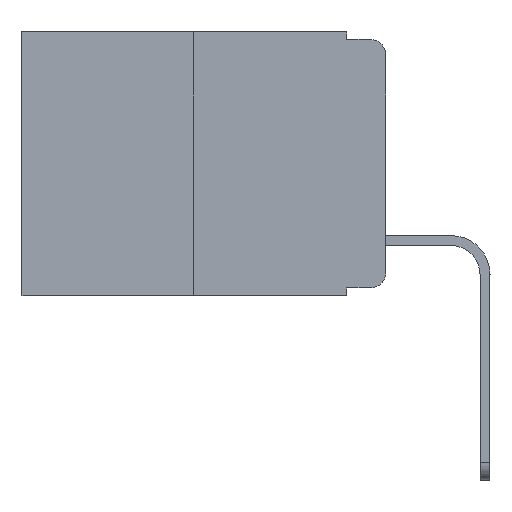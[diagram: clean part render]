
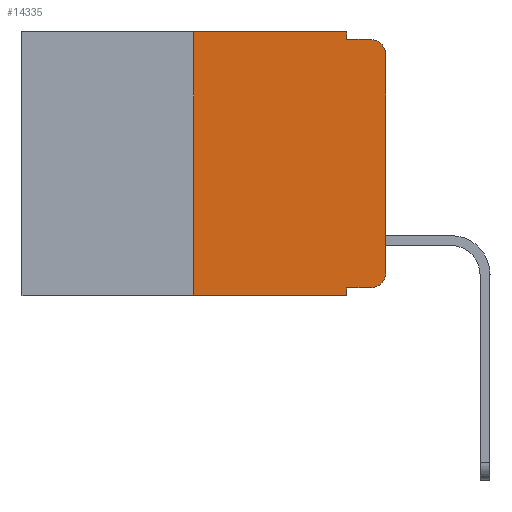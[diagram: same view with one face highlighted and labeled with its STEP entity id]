
A CAD part, left-side view. The second image highlights one B-rep face of the part: STEP entity #14335.
In plain terms, the highlighted planar face has unit normal (-1, 0, 0).
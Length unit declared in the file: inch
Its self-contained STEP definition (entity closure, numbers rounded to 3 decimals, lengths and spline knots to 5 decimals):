
#366 = EDGE_CURVE ( 'NONE', #10427, #12036, #5534, .T. ) ;
#374 = DIRECTION ( 'NONE',  ( 0., 0., -1. ) ) ;
#799 = VERTEX_POINT ( 'NONE', #14848 ) ;
#1159 = EDGE_CURVE ( 'NONE', #13634, #10913, #6487, .T. ) ;
#1282 = CARTESIAN_POINT ( 'NONE',  ( 0., 0.473, 0. ) ) ;
#1732 = FACE_OUTER_BOUND ( 'NONE', #3972, .T. ) ;
#1742 = EDGE_CURVE ( 'NONE', #799, #5948, #9632, .T. ) ;
#1797 = CARTESIAN_POINT ( 'NONE',  ( 0., 0.25, -0.343 ) ) ;
#1883 = DIRECTION ( 'NONE',  ( 0., -1., 0. ) ) ;
#2148 = AXIS2_PLACEMENT_3D ( 'NONE', #2229, #7277, #4774 ) ;
#2149 = VECTOR ( 'NONE', #8012, 39.37008 ) ;
#2214 = CARTESIAN_POINT ( 'NONE',  ( 0., 0.051, 0. ) ) ;
#2229 = CARTESIAN_POINT ( 'NONE',  ( 0., 0.02, -0.313 ) ) ;
#2410 = EDGE_CURVE ( 'NONE', #5339, #12036, #4673, .T. ) ;
#2450 = LINE ( 'NONE', #5152, #8594 ) ;
#2557 = AXIS2_PLACEMENT_3D ( 'NONE', #1282, #10350, #6569 ) ;
#2912 = CARTESIAN_POINT ( 'NONE',  ( 0., 0.051, -0.01 ) ) ;
#3082 = VECTOR ( 'NONE', #1883, 39.37008 ) ;
#3102 = VECTOR ( 'NONE', #12942, 39.37008 ) ;
#3290 = LINE ( 'NONE', #4333, #3082 ) ;
#3756 = CARTESIAN_POINT ( 'NONE',  ( 0., 0.02, -0.333 ) ) ;
#3922 = DIRECTION ( 'NONE',  ( -1., 0., 0. ) ) ;
#3972 = EDGE_LOOP ( 'NONE', ( #13372, #9008, #15846, #15212, #4904, #6537, #9878, #5677, #11224, #13664 ) ) ;
#4333 = CARTESIAN_POINT ( 'NONE',  ( 0., 0.051, -0.01 ) ) ;
#4673 = LINE ( 'NONE', #7955, #14680 ) ;
#4774 = DIRECTION ( 'NONE',  ( 0., 0., -1. ) ) ;
#4904 = ORIENTED_EDGE ( 'NONE', *, *, #1742, .F. ) ;
#5152 = CARTESIAN_POINT ( 'NONE',  ( 0., 0., 0. ) ) ;
#5210 = CIRCLE ( 'NONE', #2148, 0.02 ) ;
#5339 = VERTEX_POINT ( 'NONE', #15749 ) ;
#5513 = DIRECTION ( 'NONE',  ( 0., 0., 1. ) ) ;
#5534 = LINE ( 'NONE', #11777, #2149 ) ;
#5655 = EDGE_CURVE ( 'NONE', #14065, #13634, #2450, .T. ) ;
#5677 = ORIENTED_EDGE ( 'NONE', *, *, #2410, .F. ) ;
#5948 = VERTEX_POINT ( 'NONE', #10821 ) ;
#6331 = CARTESIAN_POINT ( 'NONE',  ( 0., 0.02, -0.01 ) ) ;
#6487 = CIRCLE ( 'NONE', #9547, 0.02 ) ;
#6537 = ORIENTED_EDGE ( 'NONE', *, *, #9426, .F. ) ;
#6569 = DIRECTION ( 'NONE',  ( 0., 0., -1. ) ) ;
#6696 = EDGE_CURVE ( 'NONE', #13631, #14065, #5210, .T. ) ;
#7277 = DIRECTION ( 'NONE',  ( -1., 0., 0. ) ) ;
#7392 = PLANE ( 'NONE',  #2557 ) ;
#7722 = VERTEX_POINT ( 'NONE', #2912 ) ;
#7955 = CARTESIAN_POINT ( 'NONE',  ( 0., 0.051, 0. ) ) ;
#8012 = DIRECTION ( 'NONE',  ( 0., -1., 0. ) ) ;
#8594 = VECTOR ( 'NONE', #15178, 39.37008 ) ;
#8649 = VECTOR ( 'NONE', #14403, 39.37008 ) ;
#9008 = ORIENTED_EDGE ( 'NONE', *, *, #1159, .T. ) ;
#9426 = EDGE_CURVE ( 'NONE', #10427, #799, #11796, .T. ) ;
#9547 = AXIS2_PLACEMENT_3D ( 'NONE', #15112, #3922, #12544 ) ;
#9632 = LINE ( 'NONE', #10116, #3102 ) ;
#9878 = ORIENTED_EDGE ( 'NONE', *, *, #366, .T. ) ;
#10116 = CARTESIAN_POINT ( 'NONE',  ( 0., 0.473, 0. ) ) ;
#10253 = VECTOR ( 'NONE', #5513, 39.37008 ) ;
#10350 = DIRECTION ( 'NONE',  ( 1., 0., 0. ) ) ;
#10427 = VERTEX_POINT ( 'NONE', #1797 ) ;
#10457 = EDGE_CURVE ( 'NONE', #5339, #13631, #12154, .T. ) ;
#10643 = CARTESIAN_POINT ( 'NONE',  ( 0., 0., -0.313 ) ) ;
#10821 = CARTESIAN_POINT ( 'NONE',  ( 0., 0.051, 0. ) ) ;
#10913 = VERTEX_POINT ( 'NONE', #6331 ) ;
#11212 = EDGE_CURVE ( 'NONE', #7722, #10913, #3290, .T. ) ;
#11224 = ORIENTED_EDGE ( 'NONE', *, *, #10457, .T. ) ;
#11268 = VECTOR ( 'NONE', #12332, 39.37008 ) ;
#11777 = CARTESIAN_POINT ( 'NONE',  ( 0., 0.473, -0.343 ) ) ;
#11796 = LINE ( 'NONE', #13021, #10253 ) ;
#12036 = VERTEX_POINT ( 'NONE', #12426 ) ;
#12154 = LINE ( 'NONE', #14288, #8649 ) ;
#12332 = DIRECTION ( 'NONE',  ( 0., 0., -1. ) ) ;
#12426 = CARTESIAN_POINT ( 'NONE',  ( 0., 0.051, -0.343 ) ) ;
#12445 = EDGE_CURVE ( 'NONE', #5948, #7722, #15179, .T. ) ;
#12544 = DIRECTION ( 'NONE',  ( 0., 0., -1. ) ) ;
#12942 = DIRECTION ( 'NONE',  ( 0., -1., 0. ) ) ;
#13021 = CARTESIAN_POINT ( 'NONE',  ( 0., 0.25, 0. ) ) ;
#13372 = ORIENTED_EDGE ( 'NONE', *, *, #5655, .T. ) ;
#13588 = CARTESIAN_POINT ( 'NONE',  ( 0., 0., -0.03 ) ) ;
#13631 = VERTEX_POINT ( 'NONE', #3756 ) ;
#13634 = VERTEX_POINT ( 'NONE', #13588 ) ;
#13664 = ORIENTED_EDGE ( 'NONE', *, *, #6696, .T. ) ;
#14065 = VERTEX_POINT ( 'NONE', #10643 ) ;
#14288 = CARTESIAN_POINT ( 'NONE',  ( 0., 0.051, -0.333 ) ) ;
#14335 = ADVANCED_FACE ( 'NONE', ( #1732 ), #7392, .F. ) ;
#14403 = DIRECTION ( 'NONE',  ( 0., -1., 0. ) ) ;
#14680 = VECTOR ( 'NONE', #374, 39.37008 ) ;
#14848 = CARTESIAN_POINT ( 'NONE',  ( 0., 0.25, 0. ) ) ;
#15112 = CARTESIAN_POINT ( 'NONE',  ( 0., 0.02, -0.03 ) ) ;
#15178 = DIRECTION ( 'NONE',  ( 0., 0., 1. ) ) ;
#15179 = LINE ( 'NONE', #2214, #11268 ) ;
#15212 = ORIENTED_EDGE ( 'NONE', *, *, #12445, .F. ) ;
#15749 = CARTESIAN_POINT ( 'NONE',  ( 0., 0.051, -0.333 ) ) ;
#15846 = ORIENTED_EDGE ( 'NONE', *, *, #11212, .F. ) ;
